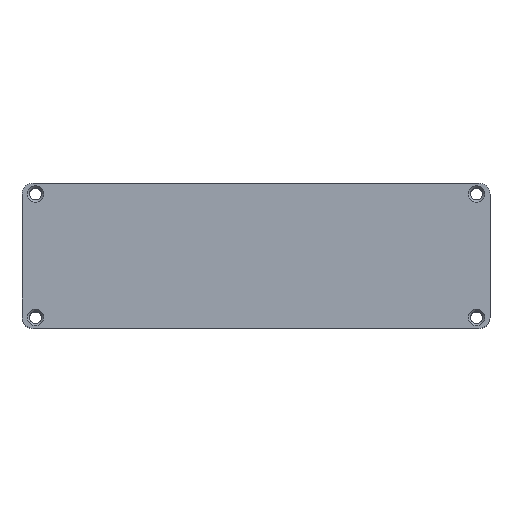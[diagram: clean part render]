
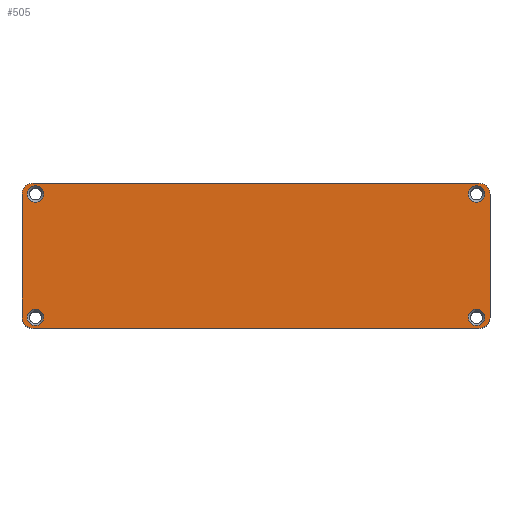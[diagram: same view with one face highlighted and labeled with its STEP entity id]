
A CAD part, top view. The second image highlights one B-rep face of the part: STEP entity #505.
In plain terms, the highlighted planar face has unit normal (0, 0, 1).
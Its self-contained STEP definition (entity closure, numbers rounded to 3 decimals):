
#22 = VERTEX_POINT('',#23);
#23 = CARTESIAN_POINT('',(74.829,-47.51,63.3));
#39 = EDGE_CURVE('',#22,#22,#40,.T.);
#40 = CIRCLE('',#41,2.921);
#41 = AXIS2_PLACEMENT_3D('',#42,#43,#44);
#42 = CARTESIAN_POINT('',(77.75,-47.51,63.3));
#43 = DIRECTION('',(0.,0.,-1.));
#44 = DIRECTION('',(1.,0.,0.));
#80 = VERTEX_POINT('',#81);
#81 = CARTESIAN_POINT('',(-80.671,-3.984,63.3));
#97 = EDGE_CURVE('',#80,#80,#98,.T.);
#98 = CIRCLE('',#99,2.921);
#99 = AXIS2_PLACEMENT_3D('',#100,#101,#102);
#100 = CARTESIAN_POINT('',(-77.75,-3.984,63.3));
#101 = DIRECTION('',(0.,0.,-1.));
#102 = DIRECTION('',(1.,0.,0.));
#138 = VERTEX_POINT('',#139);
#139 = CARTESIAN_POINT('',(74.829,-3.984,63.3));
#155 = EDGE_CURVE('',#138,#138,#156,.T.);
#156 = CIRCLE('',#157,2.921);
#157 = AXIS2_PLACEMENT_3D('',#158,#159,#160);
#158 = CARTESIAN_POINT('',(77.75,-3.984,63.3));
#159 = DIRECTION('',(0.,0.,-1.));
#160 = DIRECTION('',(1.,0.,0.));
#196 = VERTEX_POINT('',#197);
#197 = CARTESIAN_POINT('',(-80.671,-47.51,63.3));
#213 = EDGE_CURVE('',#196,#196,#214,.T.);
#214 = CIRCLE('',#215,2.921);
#215 = AXIS2_PLACEMENT_3D('',#216,#217,#218);
#216 = CARTESIAN_POINT('',(-77.75,-47.51,63.3));
#217 = DIRECTION('',(0.,0.,-1.));
#218 = DIRECTION('',(1.,0.,0.));
#253 = EDGE_CURVE('',#254,#256,#258,.T.);
#254 = VERTEX_POINT('',#255);
#255 = CARTESIAN_POINT('',(-78.6,-0.182,63.3));
#256 = VERTEX_POINT('',#257);
#257 = CARTESIAN_POINT('',(78.6,-0.182,63.3));
#258 = LINE('',#259,#260);
#259 = CARTESIAN_POINT('',(-78.6,-0.182,63.3));
#260 = VECTOR('',#261,1.);
#261 = DIRECTION('',(1.,0.,0.));
#293 = EDGE_CURVE('',#256,#294,#296,.T.);
#294 = VERTEX_POINT('',#295);
#295 = CARTESIAN_POINT('',(82.5,-4.082,63.3));
#296 = CIRCLE('',#297,3.9);
#297 = AXIS2_PLACEMENT_3D('',#298,#299,#300);
#298 = CARTESIAN_POINT('',(78.6,-4.082,63.3));
#299 = DIRECTION('',(0.,0.,-1.));
#300 = DIRECTION('',(-1.,0.,0.));
#326 = EDGE_CURVE('',#294,#327,#329,.T.);
#327 = VERTEX_POINT('',#328);
#328 = CARTESIAN_POINT('',(82.5,-47.412,63.3));
#329 = LINE('',#330,#331);
#330 = CARTESIAN_POINT('',(82.5,-4.082,63.3));
#331 = VECTOR('',#332,1.);
#332 = DIRECTION('',(0.,-1.,0.));
#357 = EDGE_CURVE('',#327,#358,#360,.T.);
#358 = VERTEX_POINT('',#359);
#359 = CARTESIAN_POINT('',(78.6,-51.312,63.3));
#360 = CIRCLE('',#361,3.9);
#361 = AXIS2_PLACEMENT_3D('',#362,#363,#364);
#362 = CARTESIAN_POINT('',(78.6,-47.412,63.3));
#363 = DIRECTION('',(0.,0.,-1.));
#364 = DIRECTION('',(0.,1.,0.));
#390 = EDGE_CURVE('',#358,#391,#393,.T.);
#391 = VERTEX_POINT('',#392);
#392 = CARTESIAN_POINT('',(-78.6,-51.312,63.3));
#393 = LINE('',#394,#395);
#394 = CARTESIAN_POINT('',(78.6,-51.312,63.3));
#395 = VECTOR('',#396,1.);
#396 = DIRECTION('',(-1.,0.,0.));
#421 = EDGE_CURVE('',#391,#422,#424,.T.);
#422 = VERTEX_POINT('',#423);
#423 = CARTESIAN_POINT('',(-82.5,-47.412,63.3));
#424 = CIRCLE('',#425,3.9);
#425 = AXIS2_PLACEMENT_3D('',#426,#427,#428);
#426 = CARTESIAN_POINT('',(-78.6,-47.412,63.3));
#427 = DIRECTION('',(0.,0.,-1.));
#428 = DIRECTION('',(1.,0.,0.));
#454 = EDGE_CURVE('',#422,#455,#457,.T.);
#455 = VERTEX_POINT('',#456);
#456 = CARTESIAN_POINT('',(-82.5,-4.082,63.3));
#457 = LINE('',#458,#459);
#458 = CARTESIAN_POINT('',(-82.5,-47.412,63.3));
#459 = VECTOR('',#460,1.);
#460 = DIRECTION('',(0.,1.,0.));
#485 = EDGE_CURVE('',#455,#254,#486,.T.);
#486 = CIRCLE('',#487,3.9);
#487 = AXIS2_PLACEMENT_3D('',#488,#489,#490);
#488 = CARTESIAN_POINT('',(-78.6,-4.082,63.3));
#489 = DIRECTION('',(0.,0.,-1.));
#490 = DIRECTION('',(0.,-1.,0.));
#505 = ADVANCED_FACE('',(#506,#516,#519,#522,#525),#528,.T.);
#506 = FACE_BOUND('',#507,.T.);
#507 = EDGE_LOOP('',(#508,#509,#510,#511,#512,#513,#514,#515));
#508 = ORIENTED_EDGE('',*,*,#253,.F.);
#509 = ORIENTED_EDGE('',*,*,#485,.F.);
#510 = ORIENTED_EDGE('',*,*,#454,.F.);
#511 = ORIENTED_EDGE('',*,*,#421,.F.);
#512 = ORIENTED_EDGE('',*,*,#390,.F.);
#513 = ORIENTED_EDGE('',*,*,#357,.F.);
#514 = ORIENTED_EDGE('',*,*,#326,.F.);
#515 = ORIENTED_EDGE('',*,*,#293,.F.);
#516 = FACE_BOUND('',#517,.T.);
#517 = EDGE_LOOP('',(#518));
#518 = ORIENTED_EDGE('',*,*,#39,.T.);
#519 = FACE_BOUND('',#520,.T.);
#520 = EDGE_LOOP('',(#521));
#521 = ORIENTED_EDGE('',*,*,#97,.T.);
#522 = FACE_BOUND('',#523,.T.);
#523 = EDGE_LOOP('',(#524));
#524 = ORIENTED_EDGE('',*,*,#155,.T.);
#525 = FACE_BOUND('',#526,.T.);
#526 = EDGE_LOOP('',(#527));
#527 = ORIENTED_EDGE('',*,*,#213,.T.);
#528 = PLANE('',#529);
#529 = AXIS2_PLACEMENT_3D('',#530,#531,#532);
#530 = CARTESIAN_POINT('',(0.,-25.747,63.3));
#531 = DIRECTION('',(0.,0.,1.));
#532 = DIRECTION('',(1.,0.,0.));
